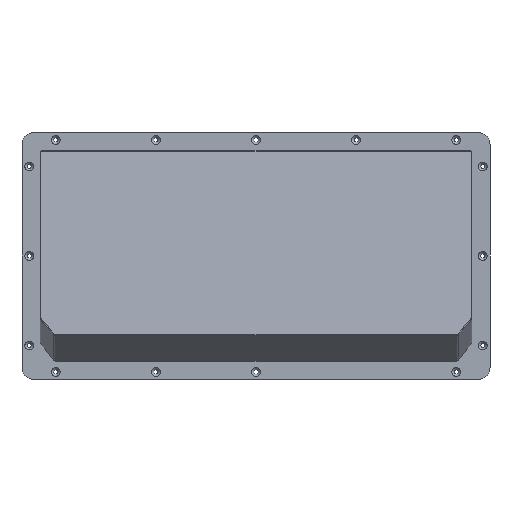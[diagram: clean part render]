
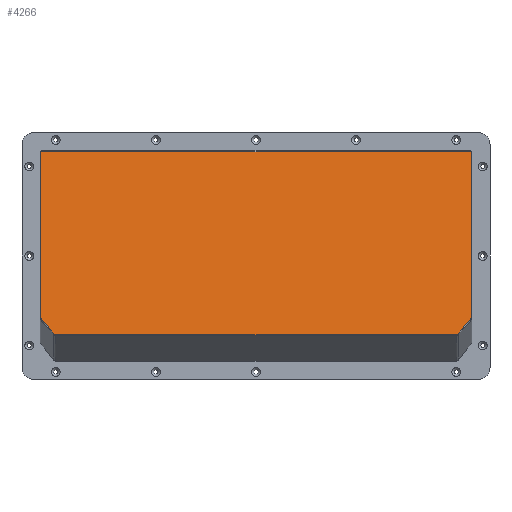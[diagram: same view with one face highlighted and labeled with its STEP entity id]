
A CAD part, front view. The second image highlights one B-rep face of the part: STEP entity #4266.
In plain terms, the highlighted planar face has unit normal (0, -0.99, 0.139).
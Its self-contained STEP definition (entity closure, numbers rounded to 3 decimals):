
#87=PLANE('',#4579);
#146=ELLIPSE('',#4541,1.711,1.5);
#149=ELLIPSE('',#4548,1.711,1.5);
#151=ELLIPSE('',#4553,1.711,1.5);
#153=ELLIPSE('',#4558,0.505,0.5);
#155=ELLIPSE('',#4563,0.505,0.5);
#157=ELLIPSE('',#4568,1.711,1.5);
#282=FACE_OUTER_BOUND('',#530,.T.);
#530=EDGE_LOOP('',(#3123,#3124,#3125,#3126,#3127,#3128,#3129,#3130,#3131,
#3132,#3133,#3134));
#1162=LINE('',#8629,#1444);
#1164=LINE('',#8660,#1446);
#1166=LINE('',#8691,#1448);
#1168=LINE('',#8727,#1450);
#1170=LINE('',#8763,#1452);
#1172=LINE('',#8791,#1454);
#1444=VECTOR('',#5142,10.);
#1446=VECTOR('',#5154,10.);
#1448=VECTOR('',#5166,10.);
#1450=VECTOR('',#5178,10.);
#1452=VECTOR('',#5190,10.);
#1454=VECTOR('',#5200,10.);
#1858=VERTEX_POINT('',#8617);
#1859=VERTEX_POINT('',#8619);
#1861=VERTEX_POINT('',#8625);
#1863=VERTEX_POINT('',#8650);
#1865=VERTEX_POINT('',#8656);
#1867=VERTEX_POINT('',#8681);
#1869=VERTEX_POINT('',#8687);
#1871=VERTEX_POINT('',#8717);
#1873=VERTEX_POINT('',#8723);
#1875=VERTEX_POINT('',#8753);
#1877=VERTEX_POINT('',#8759);
#1879=VERTEX_POINT('',#8784);
#2341=EDGE_CURVE('',#1858,#1859,#146,.T.);
#2346=EDGE_CURVE('',#1859,#1861,#1162,.T.);
#2349=EDGE_CURVE('',#1861,#1863,#149,.T.);
#2352=EDGE_CURVE('',#1863,#1865,#1164,.T.);
#2355=EDGE_CURVE('',#1865,#1867,#151,.T.);
#2358=EDGE_CURVE('',#1867,#1869,#1166,.T.);
#2361=EDGE_CURVE('',#1869,#1871,#153,.T.);
#2364=EDGE_CURVE('',#1871,#1873,#1168,.T.);
#2367=EDGE_CURVE('',#1873,#1875,#155,.T.);
#2370=EDGE_CURVE('',#1875,#1877,#1170,.T.);
#2373=EDGE_CURVE('',#1877,#1879,#157,.T.);
#2375=EDGE_CURVE('',#1879,#1858,#1172,.T.);
#3123=ORIENTED_EDGE('',*,*,#2341,.F.);
#3124=ORIENTED_EDGE('',*,*,#2375,.F.);
#3125=ORIENTED_EDGE('',*,*,#2373,.F.);
#3126=ORIENTED_EDGE('',*,*,#2370,.F.);
#3127=ORIENTED_EDGE('',*,*,#2367,.F.);
#3128=ORIENTED_EDGE('',*,*,#2364,.F.);
#3129=ORIENTED_EDGE('',*,*,#2361,.F.);
#3130=ORIENTED_EDGE('',*,*,#2358,.F.);
#3131=ORIENTED_EDGE('',*,*,#2355,.F.);
#3132=ORIENTED_EDGE('',*,*,#2352,.F.);
#3133=ORIENTED_EDGE('',*,*,#2349,.F.);
#3134=ORIENTED_EDGE('',*,*,#2346,.F.);
#4266=ADVANCED_FACE('',(#282),#87,.F.);
#4541=AXIS2_PLACEMENT_3D('',#8620,#5131,#5132);
#4548=AXIS2_PLACEMENT_3D('',#8654,#5147,#5148);
#4553=AXIS2_PLACEMENT_3D('',#8685,#5159,#5160);
#4558=AXIS2_PLACEMENT_3D('',#8721,#5171,#5172);
#4563=AXIS2_PLACEMENT_3D('',#8757,#5183,#5184);
#4568=AXIS2_PLACEMENT_3D('',#8788,#5195,#5196);
#4579=AXIS2_PLACEMENT_3D('',#8818,#5229,#5230);
#5131=DIRECTION('center_axis',(0.,0.99,-0.139));
#5132=DIRECTION('ref_axis',(0.,-0.139,-0.99));
#5142=DIRECTION('',(-1.,0.,0.));
#5147=DIRECTION('center_axis',(0.,0.99,-0.139));
#5148=DIRECTION('ref_axis',(0.,-0.139,-0.99));
#5154=DIRECTION('',(-0.659,0.105,0.745));
#5159=DIRECTION('center_axis',(0.,0.99,-0.139));
#5160=DIRECTION('ref_axis',(0.,-0.139,-0.99));
#5166=DIRECTION('',(0.,0.139,0.99));
#5171=DIRECTION('center_axis',(0.,0.99,-0.139));
#5172=DIRECTION('ref_axis',(0.,0.139,0.99));
#5178=DIRECTION('',(1.,0.,0.));
#5183=DIRECTION('center_axis',(0.,0.99,-0.139));
#5184=DIRECTION('ref_axis',(0.,0.139,0.99));
#5190=DIRECTION('',(0.,-0.139,-0.99));
#5195=DIRECTION('center_axis',(0.,0.99,-0.139));
#5196=DIRECTION('ref_axis',(0.,-0.139,-0.99));
#5200=DIRECTION('',(-0.659,-0.105,-0.745));
#5229=DIRECTION('center_axis',(0.,0.99,-0.139));
#5230=DIRECTION('ref_axis',(0.,0.139,0.99));
#8617=CARTESIAN_POINT('',(303.232,-23.67,-142.528));
#8619=CARTESIAN_POINT('',(302.172,-23.74,-143.024));
#8620=CARTESIAN_POINT('Origin',(302.172,-23.501,-141.33));
#8625=CARTESIAN_POINT('',(27.628,-23.74,-143.024));
#8629=CARTESIAN_POINT('',(90.85,-23.74,-143.024));
#8650=CARTESIAN_POINT('',(26.568,-23.67,-142.528));
#8654=CARTESIAN_POINT('Origin',(27.628,-23.501,-141.33));
#8656=CARTESIAN_POINT('',(17.739,-22.268,-132.556));
#8660=CARTESIAN_POINT('',(39.682,-25.752,-157.34));
#8681=CARTESIAN_POINT('',(17.3,-22.1,-131.358));
#8685=CARTESIAN_POINT('Origin',(18.8,-22.1,-131.358));
#8687=CARTESIAN_POINT('',(17.3,-6.131,-17.73));
#8691=CARTESIAN_POINT('',(17.3,-11.011,-52.455));
#8717=CARTESIAN_POINT('',(17.8,-6.06,-17.23));
#8721=CARTESIAN_POINT('Origin',(17.8,-6.131,-17.73));
#8723=CARTESIAN_POINT('',(312.,-6.06,-17.23));
#8727=CARTESIAN_POINT('',(238.95,-6.06,-17.23));
#8753=CARTESIAN_POINT('',(312.5,-6.131,-17.73));
#8757=CARTESIAN_POINT('Origin',(312.,-6.131,-17.73));
#8759=CARTESIAN_POINT('',(312.5,-22.1,-131.358));
#8763=CARTESIAN_POINT('',(312.5,-20.953,-123.196));
#8784=CARTESIAN_POINT('',(312.061,-22.268,-132.556));
#8788=CARTESIAN_POINT('Origin',(311.,-22.1,-131.358));
#8791=CARTESIAN_POINT('',(284.973,-26.568,-163.152));
#8818=CARTESIAN_POINT('Origin',(164.9,-16.138,-88.938));
